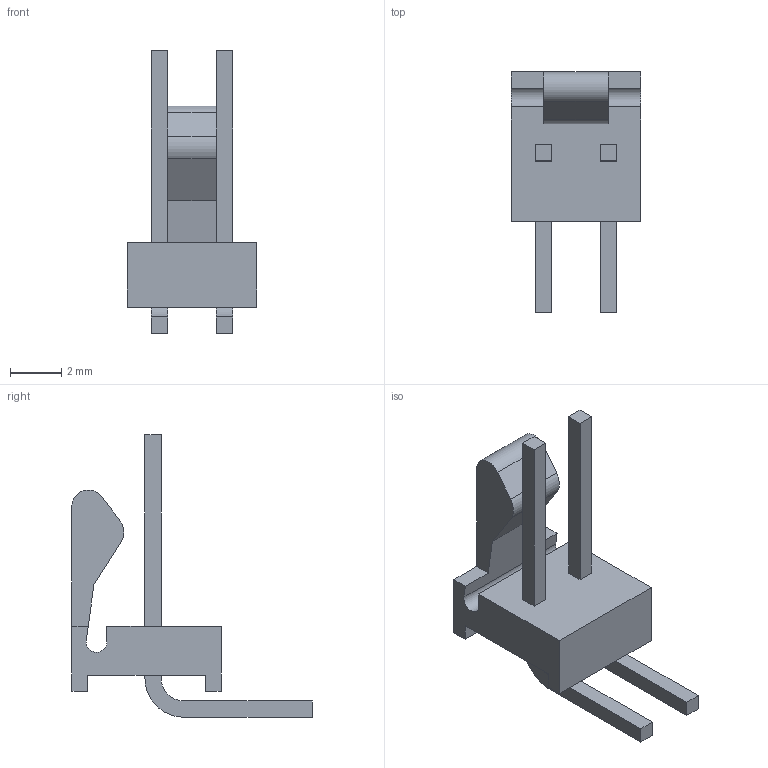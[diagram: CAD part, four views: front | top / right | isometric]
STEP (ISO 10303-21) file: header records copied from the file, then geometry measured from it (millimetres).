
FILE_DESCRIPTION((''),'2;1');
FILE_NAME('C-0640457-02-3','2007-09-02T',('workeradm'),('Tyco Electronics Corporation'),'PRO/ENGINEER BY PARAMETRIC TECHNOLOGY CORPORATION, 2005450','PRO/ENGINEER BY PARAMETRIC TECHNOLOGY CORPORATION, 2005450','');
FILE_SCHEMA(('CONFIG_CONTROL_DESIGN', 'GEOMETRIC_VALIDATION_PROPERTIES_MIM'));
Length unit declared in the file: inch
Products named in the file (1): C-0640457-02-3
Bounding box: 5.08 x 9.4 x 11.05 mm (x, y, z)
Volume: 85.9 mm3; surface area: 239.3 mm2
Topology: 1 solids, 1 shells, 49 faces, 129 edges, 86 vertices
Faces by surface type: plane 42, cylinder 7
Entity records: 1632 total; most frequent: CARTESIAN_POINT 265, ORIENTED_EDGE 258, DIRECTION 241, EDGE_CURVE 129, VECTOR 115, LINE 115, VERTEX_POINT 86, COLOUR_RGB 64
